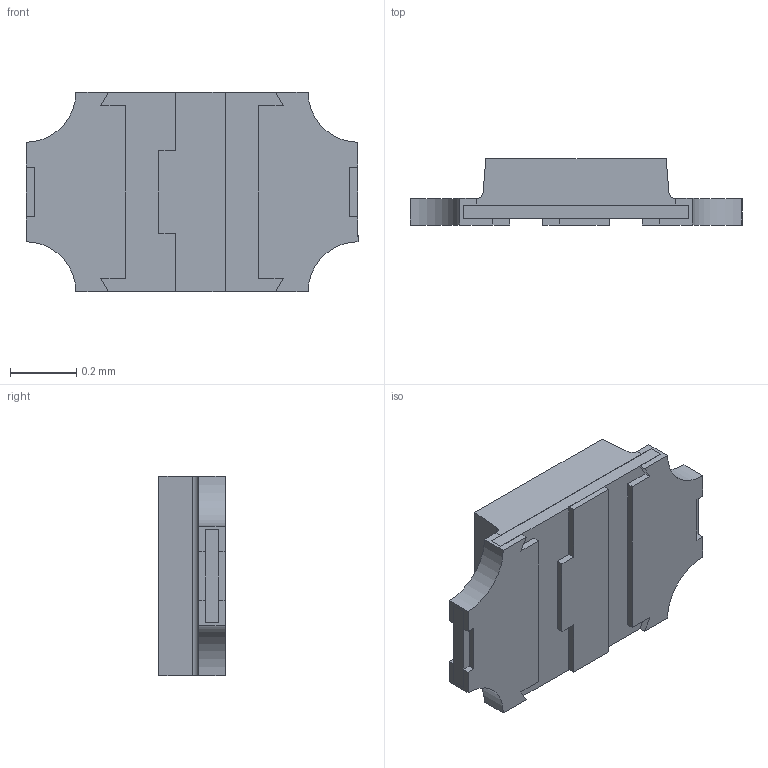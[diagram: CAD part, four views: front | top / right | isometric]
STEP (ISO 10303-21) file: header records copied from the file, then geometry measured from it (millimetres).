
FILE_DESCRIPTION (( 'STEP AP214' ), '1' );
FILE_NAME ('SML-P11MTT86R.STEP', '2021-11-18T14:28:46', ( '' ), ( '' ), 'SwSTEP 2.0', 'SolidWorks 2018', '' );
FILE_SCHEMA (( 'AUTOMOTIVE_DESIGN' ));
Length unit declared in the file: millimetre
Products named in the file (2): SML-P11MTT86R
Bounding box: 1 x 0.2 x 0.6 mm (x, y, z)
Volume: 0.1 mm3; surface area: 3.5 mm2
Topology: 5 solids, 5 shells, 78 faces, 216 edges, 144 vertices
Faces by surface type: plane 64, cylinder 14
Entity records: 3331 total; most frequent: CARTESIAN_POINT 440, ORIENTED_EDGE 432, DIRECTION 404, EDGE_CURVE 216, LINE 188, VECTOR 188, VERTEX_POINT 144, AXIS2_PLACEMENT_3D 108
